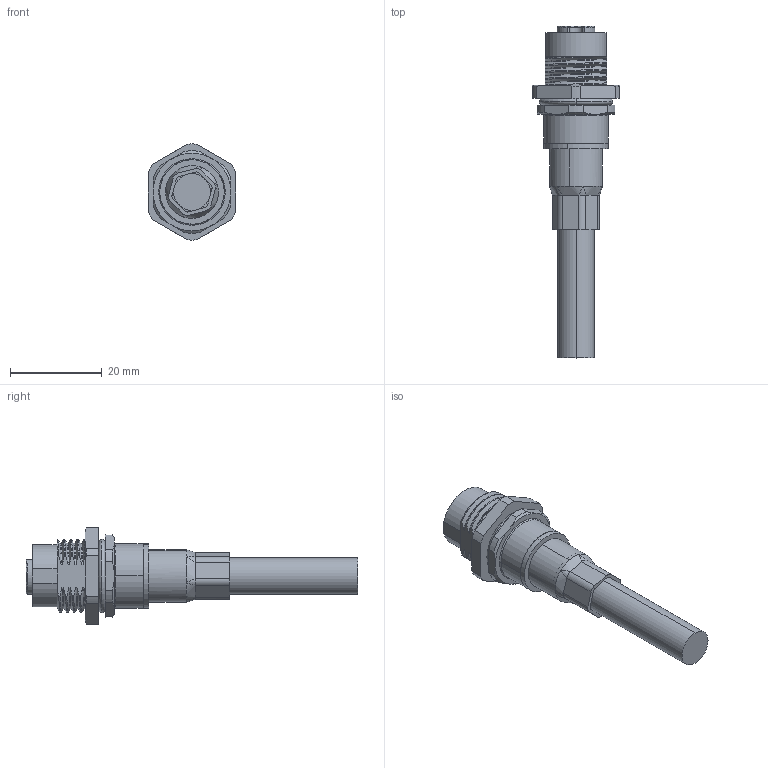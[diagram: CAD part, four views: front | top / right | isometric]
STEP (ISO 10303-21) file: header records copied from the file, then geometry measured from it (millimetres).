
FILE_DESCRIPTION (( 'STEP AP203' ), '1' );
FILE_NAME ('10Assembly for female conn.STEP', '2022-11-28T06:37:34', ( '' ), ( '' ), 'SwSTEP 2.0', 'SolidWorks 2018', '' );
FILE_SCHEMA (( 'CONFIG_CONTROL_DESIGN' ));
Length unit declared in the file: millimetre
Products named in the file (1): 10Assembly for female conn
Bounding box: 19 x 72.3 x 20.95 mm (x, y, z)
Volume: 10607.7 mm3; surface area: 9590.1 mm2
Topology: 25 solids, 25 shells, 719 faces, 1749 edges, 1105 vertices
Faces by surface type: cylinder 291, plane 183, cone 117, bspline 86, sphere 24, torus 18
Entity records: 33389 total; most frequent: CARTESIAN_POINT 17149, ORIENTED_EDGE 3450, DIRECTION 3319, EDGE_CURVE 1725, AXIS2_PLACEMENT_3D 1347, VERTEX_POINT 1105, EDGE_LOOP 780, ADVANCED_FACE 719
